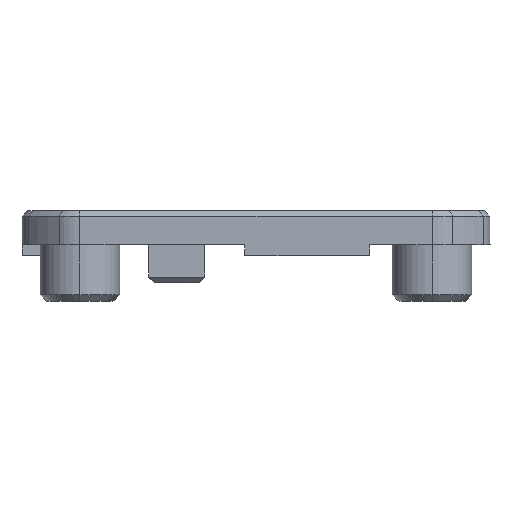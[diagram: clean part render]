
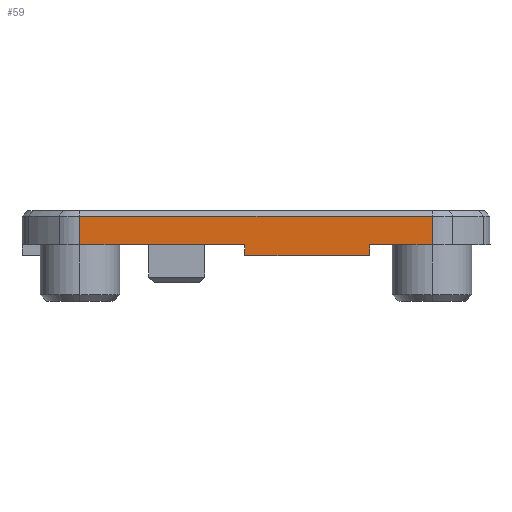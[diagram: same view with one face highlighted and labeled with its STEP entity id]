
A CAD part, left-side view. The second image highlights one B-rep face of the part: STEP entity #59.
In plain terms, the highlighted planar face has unit normal (-1, 0, 0).
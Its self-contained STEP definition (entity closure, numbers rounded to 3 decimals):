
#23 = EDGE_CURVE ( 'NONE', #9432, #6326, #6408, .T. ) ;
#59 = ADVANCED_FACE ( 'NONE', ( #11706 ), #4678, .T. ) ;
#403 = VERTEX_POINT ( 'NONE', #711 ) ;
#711 = CARTESIAN_POINT ( 'NONE',  ( -5.1, 16.487, 4.04 ) ) ;
#744 = CARTESIAN_POINT ( 'NONE',  ( -5.1, 31.006, 5. ) ) ;
#913 = LINE ( 'NONE', #3907, #8849 ) ;
#1167 = CARTESIAN_POINT ( 'NONE',  ( -5.1, -0.006, 5. ) ) ;
#1249 = DIRECTION ( 'NONE',  ( 0., 0., 1. ) ) ;
#1416 = CARTESIAN_POINT ( 'NONE',  ( -5.1, 16.487, 5. ) ) ;
#1788 = DIRECTION ( 'NONE',  ( 0., 1., 0. ) ) ;
#1871 = DIRECTION ( 'NONE',  ( -1., 0., 0. ) ) ;
#2012 = EDGE_CURVE ( 'NONE', #8956, #403, #5861, .T. ) ;
#2523 = EDGE_LOOP ( 'NONE', ( #9710, #3312, #7855, #6076, #9937, #9170, #4711, #3607 ) ) ;
#2668 = VECTOR ( 'NONE', #5388, 1000. ) ;
#2810 = VECTOR ( 'NONE', #1249, 1000. ) ;
#3312 = ORIENTED_EDGE ( 'NONE', *, *, #10702, .T. ) ;
#3519 = LINE ( 'NONE', #1416, #10273 ) ;
#3607 = ORIENTED_EDGE ( 'NONE', *, *, #8375, .F. ) ;
#3757 = VECTOR ( 'NONE', #8392, 1000. ) ;
#3847 = EDGE_CURVE ( 'NONE', #4992, #8245, #913, .T. ) ;
#3853 = CARTESIAN_POINT ( 'NONE',  ( -5.1, 31.006, 5. ) ) ;
#3907 = CARTESIAN_POINT ( 'NONE',  ( -5.1, 23.253, 5. ) ) ;
#4008 = EDGE_CURVE ( 'NONE', #6631, #403, #3519, .T. ) ;
#4295 = AXIS2_PLACEMENT_3D ( 'NONE', #3853, #1871, #6781 ) ;
#4496 = CARTESIAN_POINT ( 'NONE',  ( -5.1, 31.006, 5. ) ) ;
#4678 = PLANE ( 'NONE',  #4295 ) ;
#4711 = ORIENTED_EDGE ( 'NONE', *, *, #2012, .F. ) ;
#4992 = VERTEX_POINT ( 'NONE', #1167 ) ;
#5388 = DIRECTION ( 'NONE',  ( 0., -1., 0. ) ) ;
#5393 = LINE ( 'NONE', #4496, #3757 ) ;
#5400 = CARTESIAN_POINT ( 'NONE',  ( -5.1, 16.487, 5. ) ) ;
#5550 = DIRECTION ( 'NONE',  ( 0., 0., -1. ) ) ;
#5861 = LINE ( 'NONE', #6754, #9310 ) ;
#6076 = ORIENTED_EDGE ( 'NONE', *, *, #12054, .F. ) ;
#6326 = VERTEX_POINT ( 'NONE', #9138 ) ;
#6363 = EDGE_CURVE ( 'NONE', #6631, #10646, #10846, .T. ) ;
#6408 = LINE ( 'NONE', #11330, #2668 ) ;
#6631 = VERTEX_POINT ( 'NONE', #5400 ) ;
#6754 = CARTESIAN_POINT ( 'NONE',  ( -5.1, 5.5, 4.04 ) ) ;
#6781 = DIRECTION ( 'NONE',  ( 0., 0., 1. ) ) ;
#7027 = CARTESIAN_POINT ( 'NONE',  ( -5.1, 23.253, 5. ) ) ;
#7059 = CARTESIAN_POINT ( 'NONE',  ( -5.1, 31.006, 7.5 ) ) ;
#7855 = ORIENTED_EDGE ( 'NONE', *, *, #23, .F. ) ;
#8076 = LINE ( 'NONE', #11920, #2810 ) ;
#8219 = VECTOR ( 'NONE', #9153, 1000. ) ;
#8245 = VERTEX_POINT ( 'NONE', #9661 ) ;
#8375 = EDGE_CURVE ( 'NONE', #8245, #8956, #11057, .T. ) ;
#8392 = DIRECTION ( 'NONE',  ( 0., 0., 1. ) ) ;
#8834 = VECTOR ( 'NONE', #10916, 1000. ) ;
#8849 = VECTOR ( 'NONE', #9716, 1000. ) ;
#8956 = VERTEX_POINT ( 'NONE', #10638 ) ;
#9138 = CARTESIAN_POINT ( 'NONE',  ( -5.1, -0.006, 7.5 ) ) ;
#9153 = DIRECTION ( 'NONE',  ( 0., 0., -1. ) ) ;
#9170 = ORIENTED_EDGE ( 'NONE', *, *, #4008, .T. ) ;
#9310 = VECTOR ( 'NONE', #1788, 1000. ) ;
#9432 = VERTEX_POINT ( 'NONE', #7059 ) ;
#9661 = CARTESIAN_POINT ( 'NONE',  ( -5.1, 5.5, 5. ) ) ;
#9710 = ORIENTED_EDGE ( 'NONE', *, *, #3847, .F. ) ;
#9716 = DIRECTION ( 'NONE',  ( 0., 1., 0. ) ) ;
#9937 = ORIENTED_EDGE ( 'NONE', *, *, #6363, .F. ) ;
#10273 = VECTOR ( 'NONE', #5550, 1000. ) ;
#10638 = CARTESIAN_POINT ( 'NONE',  ( -5.1, 5.5, 4.04 ) ) ;
#10646 = VERTEX_POINT ( 'NONE', #744 ) ;
#10702 = EDGE_CURVE ( 'NONE', #4992, #6326, #8076, .T. ) ;
#10846 = LINE ( 'NONE', #7027, #8834 ) ;
#10916 = DIRECTION ( 'NONE',  ( 0., 1., 0. ) ) ;
#11057 = LINE ( 'NONE', #11183, #8219 ) ;
#11183 = CARTESIAN_POINT ( 'NONE',  ( -5.1, 5.5, 5. ) ) ;
#11330 = CARTESIAN_POINT ( 'NONE',  ( -5.1, 23.253, 7.5 ) ) ;
#11706 = FACE_OUTER_BOUND ( 'NONE', #2523, .T. ) ;
#11920 = CARTESIAN_POINT ( 'NONE',  ( -5.1, -0.006, 5. ) ) ;
#12054 = EDGE_CURVE ( 'NONE', #10646, #9432, #5393, .T. ) ;
